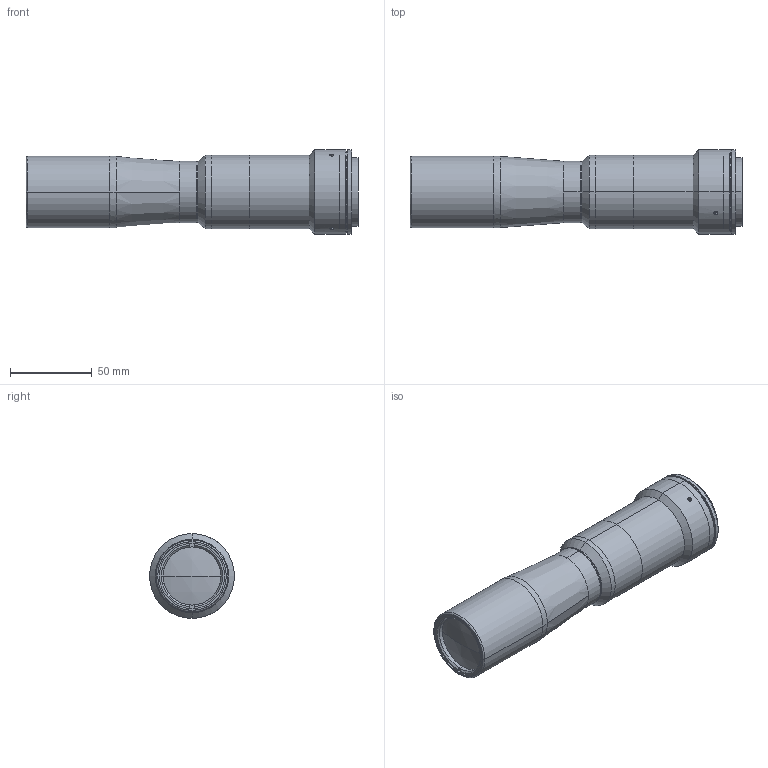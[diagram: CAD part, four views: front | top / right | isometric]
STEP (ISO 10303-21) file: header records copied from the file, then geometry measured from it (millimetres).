
FILE_DESCRIPTION (( 'STEP AP203' ), '1' );
FILE_NAME ('DP32103-A_TC4MHRP024-J.step', '2022-06-29T13:56:01', ( '' ), ( '' ), 'SwSTEP 2.0', 'SolidWorks 2021', '' );
FILE_SCHEMA (( 'CONFIG_CONTROL_DESIGN' ));
Length unit declared in the file: millimetre
Products named in the file (1): DP32103-A_TC4MHRP024-J
Bounding box: 203.66 x 52 x 52 mm (x, y, z)
Surface area: 45198.4 mm2 (no closed solid volume)
Topology: 0 solids, 20 shells, 98 faces, 280 edges, 205 vertices
Faces by surface type: cylinder 44, plane 34, cone 14, torus 4, sphere 2
Entity records: 3550 total; most frequent: CARTESIAN_POINT 824, DIRECTION 618, ORIENTED_EDGE 428, EDGE_CURVE 280, AXIS2_PLACEMENT_3D 255, VERTEX_POINT 205, CIRCLE 156, EDGE_LOOP 128
